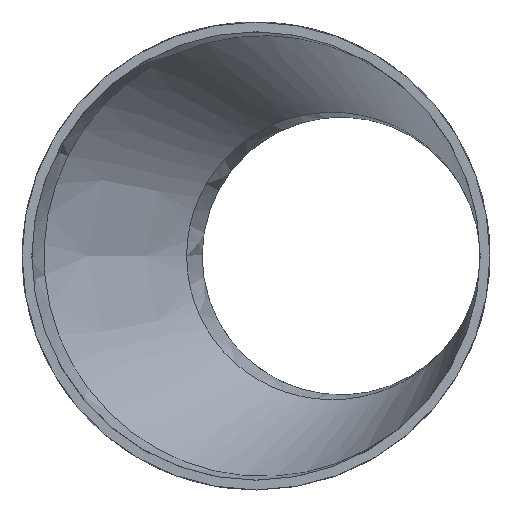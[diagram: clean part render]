
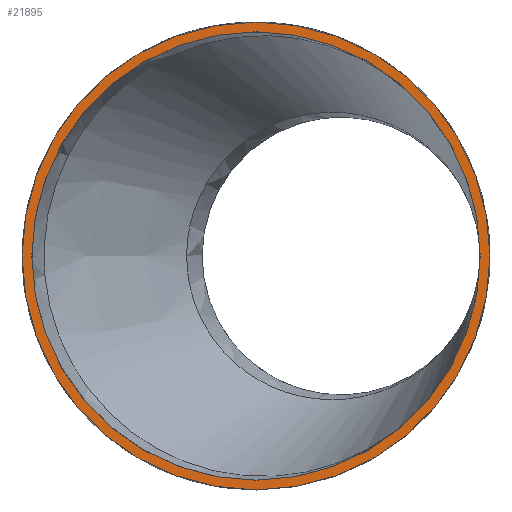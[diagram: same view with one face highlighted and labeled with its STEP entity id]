
A CAD part, left-side view. The second image highlights one B-rep face of the part: STEP entity #21895.
In plain terms, the highlighted planar face has unit normal (-1, 0, 0).
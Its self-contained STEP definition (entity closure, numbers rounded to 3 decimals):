
#1348 = CARTESIAN_POINT ( 'NONE',  ( 0., 0., 69.85 ) ) ;
#2704 = DIRECTION ( 'NONE',  ( 0., 0., 1. ) ) ;
#4736 = EDGE_LOOP ( 'NONE', ( #12127 ) ) ;
#5214 = DIRECTION ( 'NONE',  ( 0., 0., 1. ) ) ;
#5351 = CIRCLE ( 'NONE', #26982, 66.95 ) ;
#6185 = EDGE_CURVE ( 'NONE', #18363, #18363, #17797, .T. ) ;
#7294 = CARTESIAN_POINT ( 'NONE',  ( 0., 0., 0. ) ) ;
#8219 = EDGE_CURVE ( 'NONE', #22625, #22625, #5351, .T. ) ;
#9971 = DIRECTION ( 'NONE',  ( -1., 0., 0. ) ) ;
#10156 = EDGE_LOOP ( 'NONE', ( #18595 ) ) ;
#10955 = DIRECTION ( 'NONE',  ( -1., 0., 0. ) ) ;
#11314 = DIRECTION ( 'NONE',  ( -1., 0., 0. ) ) ;
#12127 = ORIENTED_EDGE ( 'NONE', *, *, #8219, .F. ) ;
#13337 = AXIS2_PLACEMENT_3D ( 'NONE', #23360, #10955, #2704 ) ;
#14926 = FACE_OUTER_BOUND ( 'NONE', #10156, .T. ) ;
#15654 = CARTESIAN_POINT ( 'NONE',  ( 0., 0., 66.95 ) ) ;
#15928 = DIRECTION ( 'NONE',  ( 0., 0., 1. ) ) ;
#17546 = FACE_BOUND ( 'NONE', #4736, .T. ) ;
#17797 = CIRCLE ( 'NONE', #22748, 69.85 ) ;
#18363 = VERTEX_POINT ( 'NONE', #1348 ) ;
#18595 = ORIENTED_EDGE ( 'NONE', *, *, #6185, .T. ) ;
#20017 = CARTESIAN_POINT ( 'NONE',  ( 0., 0., 0. ) ) ;
#21184 = PLANE ( 'NONE',  #13337 ) ;
#21895 = ADVANCED_FACE ( 'NONE', ( #17546, #14926 ), #21184, .T. ) ;
#22625 = VERTEX_POINT ( 'NONE', #15654 ) ;
#22748 = AXIS2_PLACEMENT_3D ( 'NONE', #7294, #11314, #5214 ) ;
#23360 = CARTESIAN_POINT ( 'NONE',  ( 0., 0., 0. ) ) ;
#26982 = AXIS2_PLACEMENT_3D ( 'NONE', #20017, #9971, #15928 ) ;
